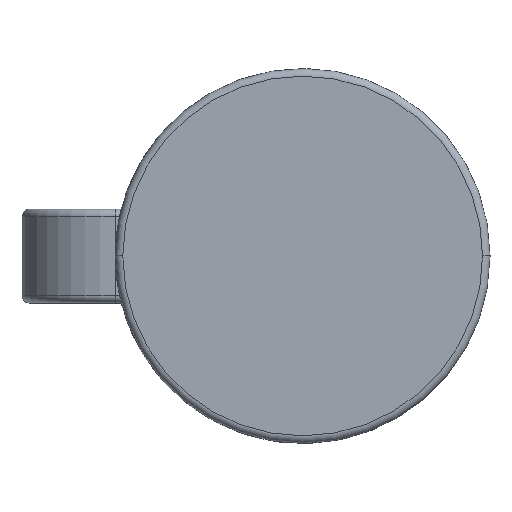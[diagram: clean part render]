
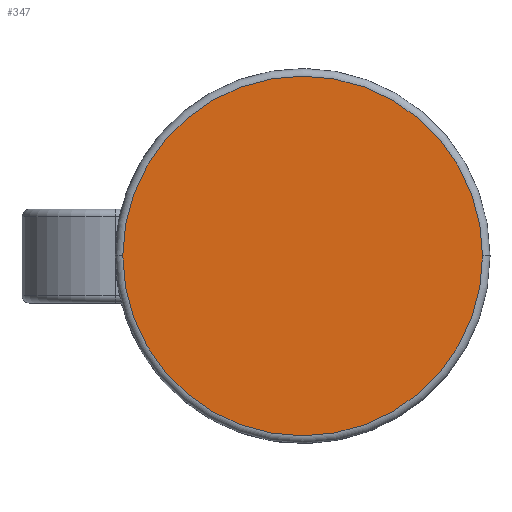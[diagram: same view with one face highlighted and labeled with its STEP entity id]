
A CAD part, top view. The second image highlights one B-rep face of the part: STEP entity #347.
In plain terms, the highlighted planar face has unit normal (0, 0, 1).
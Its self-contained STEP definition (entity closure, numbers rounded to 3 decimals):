
#7 = CIRCLE ( 'NONE', #885, 4.8 ) ;
#78 = DIRECTION ( 'NONE',  ( 0., 0., 1. ) ) ;
#108 = AXIS2_PLACEMENT_3D ( 'NONE', #576, #131, #653 ) ;
#131 = DIRECTION ( 'NONE',  ( 0., 0., 1. ) ) ;
#166 = AXIS2_PLACEMENT_3D ( 'NONE', #432, #958, #499 ) ;
#272 = PLANE ( 'NONE',  #166 ) ;
#285 = EDGE_CURVE ( 'NONE', #938, #580, #7, .T. ) ;
#347 = ADVANCED_FACE ( 'NONE', ( #777 ), #272, .T. ) ;
#386 = EDGE_CURVE ( 'NONE', #580, #938, #731, .T. ) ;
#432 = CARTESIAN_POINT ( 'NONE',  ( 0., 0., 3.4 ) ) ;
#485 = EDGE_LOOP ( 'NONE', ( #826, #861 ) ) ;
#499 = DIRECTION ( 'NONE',  ( 1., 0., 0. ) ) ;
#533 = CARTESIAN_POINT ( 'NONE',  ( 0., 0., 3.4 ) ) ;
#542 = CARTESIAN_POINT ( 'NONE',  ( -4.8, 0., 3.4 ) ) ;
#576 = CARTESIAN_POINT ( 'NONE',  ( 0., 0., 3.4 ) ) ;
#580 = VERTEX_POINT ( 'NONE', #542 ) ;
#609 = DIRECTION ( 'NONE',  ( 1., 0., 0. ) ) ;
#653 = DIRECTION ( 'NONE',  ( 1., 0., 0. ) ) ;
#731 = CIRCLE ( 'NONE', #108, 4.8 ) ;
#766 = CARTESIAN_POINT ( 'NONE',  ( 4.8, 0., 3.4 ) ) ;
#777 = FACE_OUTER_BOUND ( 'NONE', #485, .T. ) ;
#826 = ORIENTED_EDGE ( 'NONE', *, *, #285, .T. ) ;
#861 = ORIENTED_EDGE ( 'NONE', *, *, #386, .T. ) ;
#885 = AXIS2_PLACEMENT_3D ( 'NONE', #533, #78, #609 ) ;
#938 = VERTEX_POINT ( 'NONE', #766 ) ;
#958 = DIRECTION ( 'NONE',  ( 0., 0., 1. ) ) ;
